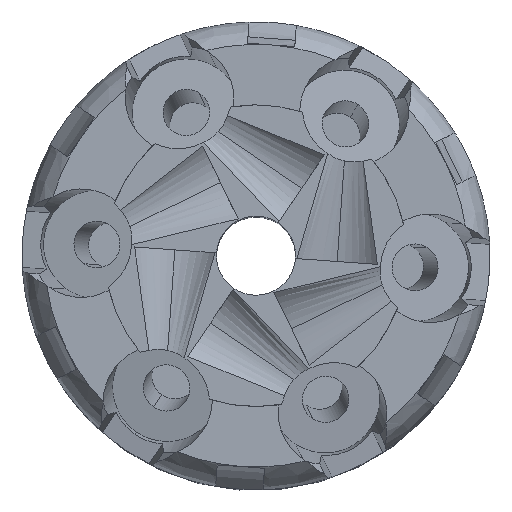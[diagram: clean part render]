
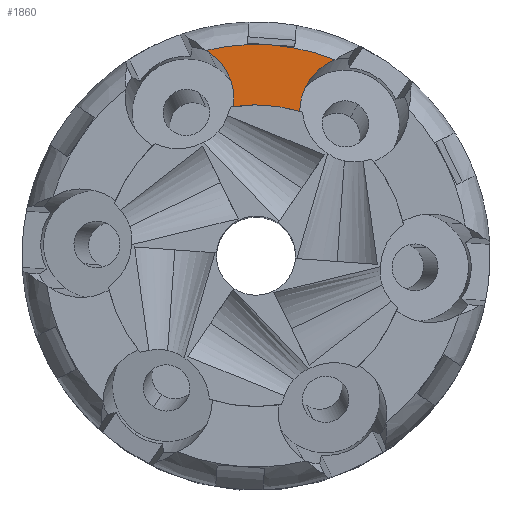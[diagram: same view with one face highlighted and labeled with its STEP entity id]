
A CAD part, top view. The second image highlights one B-rep face of the part: STEP entity #1860.
In plain terms, the highlighted face is planar.
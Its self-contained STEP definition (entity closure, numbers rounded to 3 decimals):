
#20 = EDGE_CURVE ( 'NONE', #863, #12167, #4350, .T. ) ;
#375 = CARTESIAN_POINT ( 'NONE',  ( 279.542, 230.961, -46.286 ) ) ;
#401 = VERTEX_POINT ( 'NONE', #12410 ) ;
#441 =( BOUNDED_CURVE ( )  B_SPLINE_CURVE ( 3, ( #6045, #10122, #11150, #5094 ),
 .UNSPECIFIED., .F., .T. ) 
 B_SPLINE_CURVE_WITH_KNOTS ( ( 4, 4 ),
 ( 0., 1. ),
 .UNSPECIFIED. ) 
 CURVE ( )  GEOMETRIC_REPRESENTATION_ITEM ( )  RATIONAL_B_SPLINE_CURVE ( ( 1., 0.992, 0.992, 1. ) ) 
 REPRESENTATION_ITEM ( '' )  );
#655 = VERTEX_POINT ( 'NONE', #4759 ) ;
#785 = CARTESIAN_POINT ( 'NONE',  ( 279.216, 230.18, -45.021 ) ) ;
#789 = EDGE_LOOP ( 'NONE', ( #2501, #2666, #2801, #3125, #3313, #4437, #4585, #5522 ) ) ;
#840 = CARTESIAN_POINT ( 'NONE',  ( 277.084, 225.075, -50.824 ) ) ;
#863 = VERTEX_POINT ( 'NONE', #7698 ) ;
#1097 = CARTESIAN_POINT ( 'NONE',  ( 276.92, 224.682, -47.975 ) ) ;
#1305 = CARTESIAN_POINT ( 'NONE',  ( 277.499, 226.07, -53.928 ) ) ;
#1342 =( BOUNDED_CURVE ( )  B_SPLINE_CURVE ( 3, ( #12524, #12484, #375, #7462 ),
 .UNSPECIFIED., .F., .T. ) 
 B_SPLINE_CURVE_WITH_KNOTS ( ( 4, 4 ),
 ( 0., 1. ),
 .UNSPECIFIED. ) 
 CURVE ( )  GEOMETRIC_REPRESENTATION_ITEM ( )  RATIONAL_B_SPLINE_CURVE ( ( 1., 0.992, 0.992, 1. ) ) 
 REPRESENTATION_ITEM ( '' )  );
#1400 = CARTESIAN_POINT ( 'NONE',  ( 279.7, 231.34, -44.383 ) ) ;
#1800 = CARTESIAN_POINT ( 'NONE',  ( 279.529, 230.931, -44.652 ) ) ;
#1860 = ADVANCED_FACE ( 'NONE', ( #8462 ), #4757, .T. ) ;
#1863 = CARTESIAN_POINT ( 'NONE',  ( 276.736, 224.241, -49.954 ) ) ;
#2113 = CARTESIAN_POINT ( 'NONE',  ( 277.455, 225.964, -45.351 ) ) ;
#2312 = CARTESIAN_POINT ( 'NONE',  ( 277.499, 226.07, -54.051 ) ) ;
#2320 = CARTESIAN_POINT ( 'NONE',  ( 279.529, 230.931, -44.652 ) ) ;
#2501 = ORIENTED_EDGE ( 'NONE', *, *, #7553, .T. ) ;
#2666 = ORIENTED_EDGE ( 'NONE', *, *, #3697, .T. ) ;
#2730 = DIRECTION ( 'NONE',  ( -0.923, 0.385, 0. ) ) ;
#2759 = CARTESIAN_POINT ( 'NONE',  ( 277.569, 226.236, -44.402 ) ) ;
#2801 = ORIENTED_EDGE ( 'NONE', *, *, #4419, .T. ) ;
#3081 = CARTESIAN_POINT ( 'NONE',  ( 276.694, 224.142, -48.77 ) ) ;
#3125 = ORIENTED_EDGE ( 'NONE', *, *, #7775, .T. ) ;
#3169 = B_SPLINE_CURVE_WITH_KNOTS ( 'NONE', 3,
 ( #5367, #12506, #7437, #1400 ),
 .UNSPECIFIED., .F., .F.,
 ( 4, 4 ),
 ( 0., 1. ),
 .UNSPECIFIED. ) ;
#3313 = ORIENTED_EDGE ( 'NONE', *, *, #9180, .F. ) ;
#3456 = CARTESIAN_POINT ( 'NONE',  ( 278.897, 229.416, -49.79 ) ) ;
#3601 = B_SPLINE_CURVE_WITH_KNOTS ( 'NONE', 3,
 ( #5131, #3081, #1097, #8180, #2113, #9175 ),
 .UNSPECIFIED., .F., .F.,
 ( 4, 2, 4 ),
 ( 0., 0.5, 1. ),
 .UNSPECIFIED. ) ;
#3697 = EDGE_CURVE ( 'NONE', #655, #12414, #3601, .T. ) ;
#3792 = CARTESIAN_POINT ( 'NONE',  ( 277.716, 226.588, -44.64 ) ) ;
#3849 = CARTESIAN_POINT ( 'NONE',  ( 277.474, 226.008, -53.097 ) ) ;
#4117 = VERTEX_POINT ( 'NONE', #3456 ) ;
#4350 = B_SPLINE_CURVE_WITH_KNOTS ( 'NONE', 3,
 ( #12465, #8376, #2312, #1305 ),
 .UNSPECIFIED., .F., .F.,
 ( 4, 4 ),
 ( 0., 0.069 ),
 .UNSPECIFIED. ) ;
#4419 = EDGE_CURVE ( 'NONE', #12414, #11921, #4710, .T. ) ;
#4437 = ORIENTED_EDGE ( 'NONE', *, *, #4729, .F. ) ;
#4585 = ORIENTED_EDGE ( 'NONE', *, *, #20, .T. ) ;
#4645 = CARTESIAN_POINT ( 'NONE',  ( 276.435, 223.52, -49.499 ) ) ;
#4710 = B_SPLINE_CURVE_WITH_KNOTS ( 'NONE', 3,
 ( #2759, #12832, #3792, #10882, #4826, #11898, #5828, #12909, #6842, #785, #7854, #1800 ),
 .UNSPECIFIED., .F., .F.,
 ( 4, 2, 2, 2, 2, 4 ),
 ( 0., 0.125, 0.25, 0.5, 0.75, 1. ),
 .UNSPECIFIED. ) ;
#4729 = EDGE_CURVE ( 'NONE', #863, #4117, #441, .T. ) ;
#4757 = PLANE ( 'NONE',  #10328 ) ;
#4759 = CARTESIAN_POINT ( 'NONE',  ( 276.435, 223.52, -49.499 ) ) ;
#4826 = CARTESIAN_POINT ( 'NONE',  ( 277.948, 227.145, -44.919 ) ) ;
#4882 = CARTESIAN_POINT ( 'NONE',  ( 277.418, 225.874, -52.485 ) ) ;
#5094 = CARTESIAN_POINT ( 'NONE',  ( 278.897, 229.416, -49.79 ) ) ;
#5131 = CARTESIAN_POINT ( 'NONE',  ( 276.435, 223.52, -49.499 ) ) ;
#5367 = CARTESIAN_POINT ( 'NONE',  ( 279.529, 230.931, -44.652 ) ) ;
#5490 = CARTESIAN_POINT ( 'NONE',  ( 277.569, 226.236, -44.402 ) ) ;
#5522 = ORIENTED_EDGE ( 'NONE', *, *, #6982, .T. ) ;
#5828 = CARTESIAN_POINT ( 'NONE',  ( 278.363, 228.138, -45.212 ) ) ;
#5881 = CARTESIAN_POINT ( 'NONE',  ( 277.333, 225.67, -51.9 ) ) ;
#6045 = CARTESIAN_POINT ( 'NONE',  ( 277.494, 226.057, -54.299 ) ) ;
#6771 = CARTESIAN_POINT ( 'NONE',  ( 276.598, 223.911, -49.733 ) ) ;
#6842 = CARTESIAN_POINT ( 'NONE',  ( 278.88, 229.375, -45.217 ) ) ;
#6906 = CARTESIAN_POINT ( 'NONE',  ( 277.18, 225.304, -51.161 ) ) ;
#6982 = EDGE_CURVE ( 'NONE', #12167, #10255, #7060, .T. ) ;
#7060 = B_SPLINE_CURVE_WITH_KNOTS ( 'NONE', 3,
 ( #12886, #8881, #9915, #3849, #10942, #4882, #11962, #5881, #12963, #6906, #840, #7912, #1863, #8929 ),
 .UNSPECIFIED., .F., .F.,
 ( 4, 2, 2, 2, 2, 2, 4 ),
 ( 0.069, 0.185, 0.302, 0.418, 0.534, 0.767, 1. ),
 .UNSPECIFIED. ) ;
#7437 = CARTESIAN_POINT ( 'NONE',  ( 279.645, 231.208, -44.48 ) ) ;
#7462 = CARTESIAN_POINT ( 'NONE',  ( 279.7, 231.34, -44.383 ) ) ;
#7553 = EDGE_CURVE ( 'NONE', #10255, #655, #10208, .T. ) ;
#7698 = CARTESIAN_POINT ( 'NONE',  ( 277.494, 226.057, -54.299 ) ) ;
#7775 = EDGE_CURVE ( 'NONE', #11921, #401, #3169, .T. ) ;
#7854 = CARTESIAN_POINT ( 'NONE',  ( 279.376, 230.564, -44.865 ) ) ;
#7912 = CARTESIAN_POINT ( 'NONE',  ( 276.861, 224.54, -50.217 ) ) ;
#8180 = CARTESIAN_POINT ( 'NONE',  ( 277.303, 225.598, -46.255 ) ) ;
#8376 = CARTESIAN_POINT ( 'NONE',  ( 277.498, 226.065, -54.175 ) ) ;
#8462 = FACE_OUTER_BOUND ( 'NONE', #789, .T. ) ;
#8800 = CARTESIAN_POINT ( 'NONE',  ( 266.416, 199.527, -49.79 ) ) ;
#8881 = CARTESIAN_POINT ( 'NONE',  ( 277.499, 226.07, -53.719 ) ) ;
#8929 = CARTESIAN_POINT ( 'NONE',  ( 276.598, 223.911, -49.733 ) ) ;
#9175 = CARTESIAN_POINT ( 'NONE',  ( 277.569, 226.236, -44.402 ) ) ;
#9180 = EDGE_CURVE ( 'NONE', #4117, #401, #1342, .T. ) ;
#9662 = CARTESIAN_POINT ( 'NONE',  ( 276.598, 223.911, -49.733 ) ) ;
#9827 = DIRECTION ( 'NONE',  ( -0.385, -0.923, 0. ) ) ;
#9915 = CARTESIAN_POINT ( 'NONE',  ( 277.494, 226.058, -53.511 ) ) ;
#10122 = CARTESIAN_POINT ( 'NONE',  ( 278.05, 227.388, -52.992 ) ) ;
#10208 = B_SPLINE_CURVE_WITH_KNOTS ( 'NONE', 3,
 ( #9662, #12658, #10697, #4645 ),
 .UNSPECIFIED., .F., .F.,
 ( 4, 4 ),
 ( 0., 1. ),
 .UNSPECIFIED. ) ;
#10255 = VERTEX_POINT ( 'NONE', #6771 ) ;
#10328 = AXIS2_PLACEMENT_3D ( 'NONE', #8800, #2730, #9827 ) ;
#10697 = CARTESIAN_POINT ( 'NONE',  ( 276.491, 223.654, -49.57 ) ) ;
#10882 = CARTESIAN_POINT ( 'NONE',  ( 277.87, 226.956, -44.835 ) ) ;
#10942 = CARTESIAN_POINT ( 'NONE',  ( 277.458, 225.971, -52.889 ) ) ;
#11150 = CARTESIAN_POINT ( 'NONE',  ( 278.521, 228.517, -51.476 ) ) ;
#11784 = CARTESIAN_POINT ( 'NONE',  ( 277.499, 226.07, -53.928 ) ) ;
#11898 = CARTESIAN_POINT ( 'NONE',  ( 278.194, 227.733, -45.13 ) ) ;
#11921 = VERTEX_POINT ( 'NONE', #2320 ) ;
#11962 = CARTESIAN_POINT ( 'NONE',  ( 277.393, 225.814, -52.287 ) ) ;
#12167 = VERTEX_POINT ( 'NONE', #11784 ) ;
#12410 = CARTESIAN_POINT ( 'NONE',  ( 279.7, 231.34, -44.383 ) ) ;
#12414 = VERTEX_POINT ( 'NONE', #5490 ) ;
#12465 = CARTESIAN_POINT ( 'NONE',  ( 277.494, 226.057, -54.299 ) ) ;
#12484 = CARTESIAN_POINT ( 'NONE',  ( 279.272, 230.314, -48.103 ) ) ;
#12506 = CARTESIAN_POINT ( 'NONE',  ( 279.588, 231.072, -44.57 ) ) ;
#12524 = CARTESIAN_POINT ( 'NONE',  ( 278.897, 229.416, -49.79 ) ) ;
#12658 = CARTESIAN_POINT ( 'NONE',  ( 276.545, 223.784, -49.648 ) ) ;
#12832 = CARTESIAN_POINT ( 'NONE',  ( 277.641, 226.409, -44.528 ) ) ;
#12886 = CARTESIAN_POINT ( 'NONE',  ( 277.499, 226.07, -53.928 ) ) ;
#12909 = CARTESIAN_POINT ( 'NONE',  ( 278.708, 228.965, -45.256 ) ) ;
#12963 = CARTESIAN_POINT ( 'NONE',  ( 277.298, 225.586, -51.709 ) ) ;
